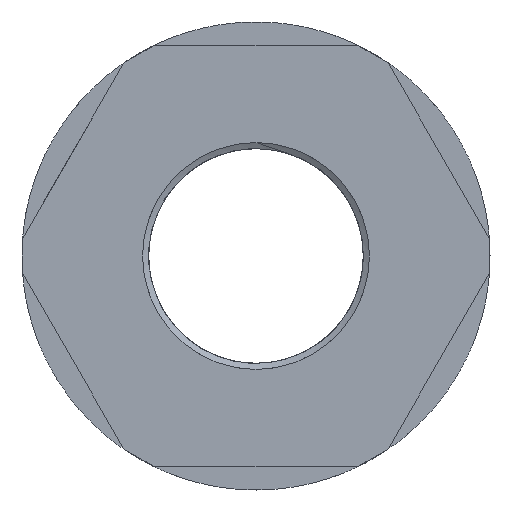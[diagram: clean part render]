
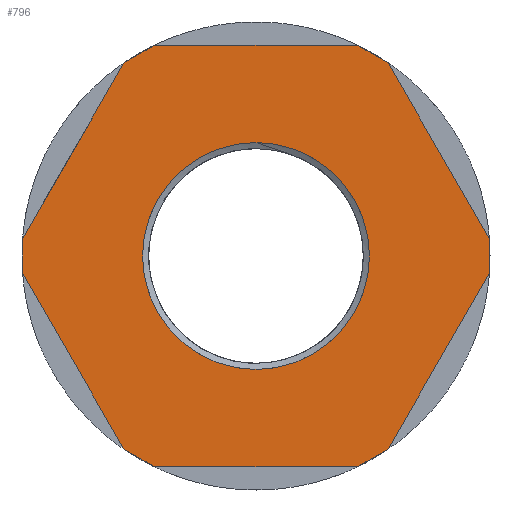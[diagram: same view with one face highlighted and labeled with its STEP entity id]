
A CAD part, left-side view. The second image highlights one B-rep face of the part: STEP entity #796.
In plain terms, the highlighted planar face has unit normal (-1, 0, 0).
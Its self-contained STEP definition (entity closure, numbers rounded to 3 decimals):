
#22=FACE_BOUND('',#312,.T.);
#45=PLANE('',#879);
#52=LINE('',#2257,#108);
#55=LINE('',#2268,#111);
#59=LINE('',#2280,#115);
#63=LINE('',#2292,#119);
#67=LINE('',#2304,#123);
#71=LINE('',#2316,#127);
#75=LINE('',#2328,#131);
#79=LINE('',#2340,#135);
#83=LINE('',#2352,#139);
#87=LINE('',#2364,#143);
#91=LINE('',#2376,#147);
#94=LINE('',#2385,#150);
#108=VECTOR('',#904,10.);
#111=VECTOR('',#915,10.);
#115=VECTOR('',#927,10.);
#119=VECTOR('',#939,10.);
#123=VECTOR('',#951,10.);
#127=VECTOR('',#963,10.);
#131=VECTOR('',#975,10.);
#135=VECTOR('',#987,10.);
#139=VECTOR('',#999,10.);
#143=VECTOR('',#1011,10.);
#147=VECTOR('',#1023,10.);
#150=VECTOR('',#1034,10.);
#160=CIRCLE('',#811,0.1);
#163=CIRCLE('',#816,0.1);
#164=CIRCLE('',#819,0.1);
#167=CIRCLE('',#824,0.1);
#168=CIRCLE('',#827,0.1);
#171=CIRCLE('',#832,0.1);
#172=CIRCLE('',#835,0.1);
#175=CIRCLE('',#840,0.1);
#176=CIRCLE('',#843,0.1);
#179=CIRCLE('',#848,0.1);
#180=CIRCLE('',#851,0.1);
#183=CIRCLE('',#856,0.1);
#184=CIRCLE('',#865,14.261);
#258=FACE_OUTER_BOUND('',#311,.T.);
#311=EDGE_LOOP('',(#715,#716,#717,#718,#719,#720,#721,#722,#723,#724,#725,
#726,#727,#728,#729,#730,#731,#732,#733,#734,#735,#736,#737,#738));
#312=EDGE_LOOP('',(#739));
#346=VERTEX_POINT('',#2244);
#347=VERTEX_POINT('',#2245);
#351=VERTEX_POINT('',#2255);
#354=VERTEX_POINT('',#2262);
#355=VERTEX_POINT('',#2264);
#356=VERTEX_POINT('',#2271);
#357=VERTEX_POINT('',#2272);
#362=VERTEX_POINT('',#2286);
#363=VERTEX_POINT('',#2288);
#364=VERTEX_POINT('',#2295);
#365=VERTEX_POINT('',#2296);
#370=VERTEX_POINT('',#2310);
#371=VERTEX_POINT('',#2312);
#372=VERTEX_POINT('',#2319);
#373=VERTEX_POINT('',#2320);
#378=VERTEX_POINT('',#2334);
#379=VERTEX_POINT('',#2336);
#380=VERTEX_POINT('',#2343);
#381=VERTEX_POINT('',#2344);
#386=VERTEX_POINT('',#2358);
#387=VERTEX_POINT('',#2360);
#388=VERTEX_POINT('',#2367);
#389=VERTEX_POINT('',#2368);
#393=VERTEX_POINT('',#2381);
#408=VERTEX_POINT('',#4722);
#424=EDGE_CURVE('',#346,#347,#160,.T.);
#430=EDGE_CURVE('',#346,#351,#52,.T.);
#433=EDGE_CURVE('',#354,#355,#163,.T.);
#435=EDGE_CURVE('',#354,#347,#55,.T.);
#437=EDGE_CURVE('',#356,#357,#164,.T.);
#441=EDGE_CURVE('',#356,#355,#59,.T.);
#445=EDGE_CURVE('',#362,#363,#167,.T.);
#447=EDGE_CURVE('',#362,#357,#63,.T.);
#449=EDGE_CURVE('',#364,#365,#168,.T.);
#453=EDGE_CURVE('',#364,#363,#67,.T.);
#457=EDGE_CURVE('',#370,#371,#171,.T.);
#459=EDGE_CURVE('',#370,#365,#71,.T.);
#461=EDGE_CURVE('',#372,#373,#172,.T.);
#465=EDGE_CURVE('',#372,#371,#75,.T.);
#469=EDGE_CURVE('',#378,#379,#175,.T.);
#471=EDGE_CURVE('',#378,#373,#79,.T.);
#473=EDGE_CURVE('',#380,#381,#176,.T.);
#477=EDGE_CURVE('',#380,#379,#83,.T.);
#481=EDGE_CURVE('',#386,#387,#179,.T.);
#483=EDGE_CURVE('',#386,#381,#87,.T.);
#485=EDGE_CURVE('',#388,#389,#180,.T.);
#489=EDGE_CURVE('',#388,#387,#91,.T.);
#493=EDGE_CURVE('',#393,#351,#183,.T.);
#494=EDGE_CURVE('',#393,#389,#94,.T.);
#518=EDGE_CURVE('',#408,#408,#184,.T.);
#715=ORIENTED_EDGE('',*,*,#424,.F.);
#716=ORIENTED_EDGE('',*,*,#430,.T.);
#717=ORIENTED_EDGE('',*,*,#493,.F.);
#718=ORIENTED_EDGE('',*,*,#494,.T.);
#719=ORIENTED_EDGE('',*,*,#485,.F.);
#720=ORIENTED_EDGE('',*,*,#489,.T.);
#721=ORIENTED_EDGE('',*,*,#481,.F.);
#722=ORIENTED_EDGE('',*,*,#483,.T.);
#723=ORIENTED_EDGE('',*,*,#473,.F.);
#724=ORIENTED_EDGE('',*,*,#477,.T.);
#725=ORIENTED_EDGE('',*,*,#469,.F.);
#726=ORIENTED_EDGE('',*,*,#471,.T.);
#727=ORIENTED_EDGE('',*,*,#461,.F.);
#728=ORIENTED_EDGE('',*,*,#465,.T.);
#729=ORIENTED_EDGE('',*,*,#457,.F.);
#730=ORIENTED_EDGE('',*,*,#459,.T.);
#731=ORIENTED_EDGE('',*,*,#449,.F.);
#732=ORIENTED_EDGE('',*,*,#453,.T.);
#733=ORIENTED_EDGE('',*,*,#445,.F.);
#734=ORIENTED_EDGE('',*,*,#447,.T.);
#735=ORIENTED_EDGE('',*,*,#437,.F.);
#736=ORIENTED_EDGE('',*,*,#441,.T.);
#737=ORIENTED_EDGE('',*,*,#433,.F.);
#738=ORIENTED_EDGE('',*,*,#435,.T.);
#739=ORIENTED_EDGE('',*,*,#518,.T.);
#796=ADVANCED_FACE('',(#258,#22),#45,.T.);
#811=AXIS2_PLACEMENT_3D('',#2246,#894,#895);
#816=AXIS2_PLACEMENT_3D('',#2265,#910,#911);
#819=AXIS2_PLACEMENT_3D('',#2273,#919,#920);
#824=AXIS2_PLACEMENT_3D('',#2289,#934,#935);
#827=AXIS2_PLACEMENT_3D('',#2297,#943,#944);
#832=AXIS2_PLACEMENT_3D('',#2313,#958,#959);
#835=AXIS2_PLACEMENT_3D('',#2321,#967,#968);
#840=AXIS2_PLACEMENT_3D('',#2337,#982,#983);
#843=AXIS2_PLACEMENT_3D('',#2345,#991,#992);
#848=AXIS2_PLACEMENT_3D('',#2361,#1006,#1007);
#851=AXIS2_PLACEMENT_3D('',#2369,#1015,#1016);
#856=AXIS2_PLACEMENT_3D('',#2383,#1030,#1031);
#865=AXIS2_PLACEMENT_3D('',#4723,#1057,#1058);
#879=AXIS2_PLACEMENT_3D('',#4743,#1085,#1086);
#894=DIRECTION('center_axis',(1.,0.,0.));
#895=DIRECTION('ref_axis',(0.,-0.259,0.966));
#904=DIRECTION('',(0.,1.,0.));
#910=DIRECTION('center_axis',(1.,0.,0.));
#911=DIRECTION('ref_axis',(0.,-0.707,0.707));
#915=DIRECTION('',(0.,0.866,0.5));
#919=DIRECTION('center_axis',(1.,0.,0.));
#920=DIRECTION('ref_axis',(0.,-0.966,0.259));
#927=DIRECTION('',(0.,0.5,0.866));
#934=DIRECTION('center_axis',(1.,0.,0.));
#935=DIRECTION('ref_axis',(0.,-0.966,-0.259));
#939=DIRECTION('',(0.,0.,1.));
#943=DIRECTION('center_axis',(1.,0.,0.));
#944=DIRECTION('ref_axis',(0.,-0.707,-0.707));
#951=DIRECTION('',(0.,-0.5,0.866));
#958=DIRECTION('center_axis',(1.,0.,0.));
#959=DIRECTION('ref_axis',(0.,-0.259,-0.966));
#963=DIRECTION('',(0.,-0.866,0.5));
#967=DIRECTION('center_axis',(1.,0.,0.));
#968=DIRECTION('ref_axis',(0.,0.259,-0.966));
#975=DIRECTION('',(0.,-1.,0.));
#982=DIRECTION('center_axis',(1.,0.,0.));
#983=DIRECTION('ref_axis',(0.,0.707,-0.707));
#987=DIRECTION('',(0.,-0.866,-0.5));
#991=DIRECTION('center_axis',(1.,0.,0.));
#992=DIRECTION('ref_axis',(0.,0.966,-0.259));
#999=DIRECTION('',(0.,-0.5,-0.866));
#1006=DIRECTION('center_axis',(1.,0.,0.));
#1007=DIRECTION('ref_axis',(0.,0.966,0.259));
#1011=DIRECTION('',(0.,0.,-1.));
#1015=DIRECTION('center_axis',(1.,0.,0.));
#1016=DIRECTION('ref_axis',(0.,0.707,0.707));
#1023=DIRECTION('',(0.,0.5,-0.866));
#1030=DIRECTION('center_axis',(1.,0.,0.));
#1031=DIRECTION('ref_axis',(0.,0.259,0.966));
#1034=DIRECTION('',(0.,0.866,-0.5));
#1057=DIRECTION('center_axis',(1.,0.,0.));
#1058=DIRECTION('ref_axis',(0.,0.,-1.));
#1085=DIRECTION('center_axis',(-1.,0.,0.));
#1086=DIRECTION('ref_axis',(0.,0.,1.));
#2244=CARTESIAN_POINT('',(-21.,-12.729,26.5));
#2245=CARTESIAN_POINT('',(-21.,-12.779,26.487));
#2246=CARTESIAN_POINT('Origin',(-21.,-12.729,26.4));
#2255=CARTESIAN_POINT('',(-21.,12.729,26.5));
#2257=CARTESIAN_POINT('',(-21.,8.327,26.5));
#2262=CARTESIAN_POINT('',(-21.,-16.549,24.31));
#2264=CARTESIAN_POINT('',(-21.,-16.585,24.273));
#2265=CARTESIAN_POINT('Origin',(-21.,-16.499,24.223));
#2268=CARTESIAN_POINT('',(-21.,-4.589,31.215));
#2271=CARTESIAN_POINT('',(-21.,-29.314,2.227));
#2272=CARTESIAN_POINT('',(-21.,-29.327,2.177));
#2273=CARTESIAN_POINT('Origin',(-21.,-29.227,2.177));
#2280=CARTESIAN_POINT('',(-21.,-22.462,14.094));
#2286=CARTESIAN_POINT('',(-21.,-29.327,-2.177));
#2288=CARTESIAN_POINT('',(-21.,-29.314,-2.227));
#2289=CARTESIAN_POINT('Origin',(-21.,-29.227,-2.177));
#2292=CARTESIAN_POINT('',(-21.,-29.327,-1.102));
#2295=CARTESIAN_POINT('',(-21.,-16.585,-24.273));
#2296=CARTESIAN_POINT('',(-21.,-16.549,-24.31));
#2297=CARTESIAN_POINT('Origin',(-21.,-16.499,-24.223));
#2304=CARTESIAN_POINT('',(-21.,-16.085,-25.141));
#2310=CARTESIAN_POINT('',(-21.,-12.779,-26.487));
#2312=CARTESIAN_POINT('',(-21.,-12.729,-26.5));
#2313=CARTESIAN_POINT('Origin',(-21.,-12.729,-26.4));
#2316=CARTESIAN_POINT('',(-21.,-2.681,-32.317));
#2319=CARTESIAN_POINT('',(-21.,12.729,-26.5));
#2320=CARTESIAN_POINT('',(-21.,12.779,-26.487));
#2321=CARTESIAN_POINT('Origin',(-21.,12.729,-26.4));
#2328=CARTESIAN_POINT('',(-21.,21.083,-26.5));
#2334=CARTESIAN_POINT('',(-21.,16.549,-24.31));
#2336=CARTESIAN_POINT('',(-21.,16.585,-24.273));
#2337=CARTESIAN_POINT('Origin',(-21.,16.499,-24.223));
#2340=CARTESIAN_POINT('',(-21.,26.647,-18.48));
#2343=CARTESIAN_POINT('',(-21.,29.314,-2.227));
#2344=CARTESIAN_POINT('',(-21.,29.327,-2.177));
#2345=CARTESIAN_POINT('Origin',(-21.,29.227,-2.177));
#2352=CARTESIAN_POINT('',(-21.,29.815,-1.359));
#2358=CARTESIAN_POINT('',(-21.,29.327,2.177));
#2360=CARTESIAN_POINT('',(-21.,29.314,2.227));
#2361=CARTESIAN_POINT('Origin',(-21.,29.227,2.177));
#2364=CARTESIAN_POINT('',(-21.,29.327,1.102));
#2367=CARTESIAN_POINT('',(-21.,16.585,24.273));
#2368=CARTESIAN_POINT('',(-21.,16.549,24.31));
#2369=CARTESIAN_POINT('Origin',(-21.,16.499,24.223));
#2376=CARTESIAN_POINT('',(-21.,23.437,12.406));
#2381=CARTESIAN_POINT('',(-21.,12.779,26.487));
#2383=CARTESIAN_POINT('Origin',(-21.,12.729,26.4));
#2385=CARTESIAN_POINT('',(-21.,24.738,19.582));
#4722=CARTESIAN_POINT('',(-21.,14.261,0.));
#4723=CARTESIAN_POINT('Origin',(-21.,0.,0.));
#4743=CARTESIAN_POINT('Origin',(-21.,29.41,0.));
